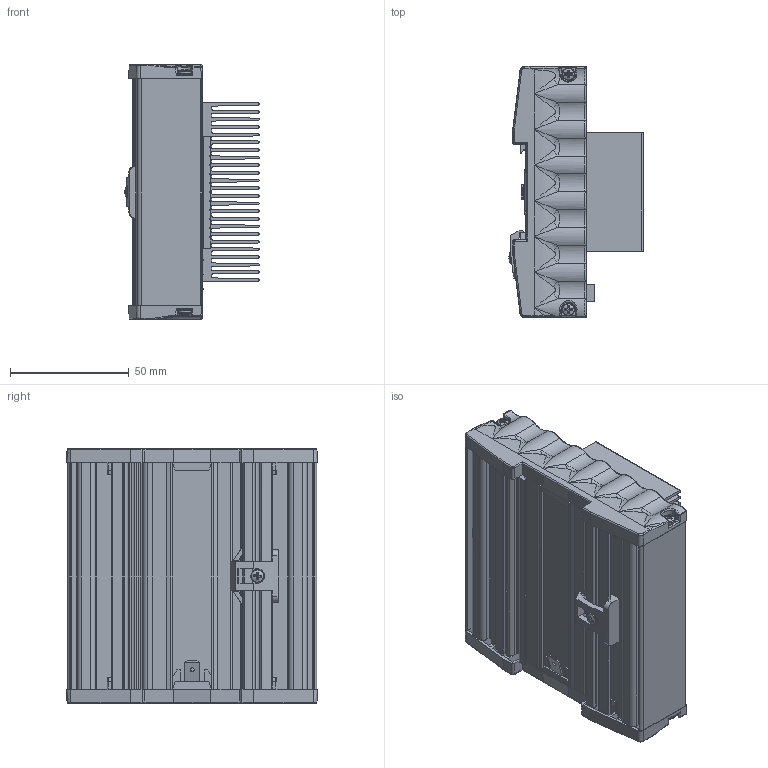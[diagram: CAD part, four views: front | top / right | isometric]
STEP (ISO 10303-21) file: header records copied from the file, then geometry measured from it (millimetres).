
FILE_DESCRIPTION(/* description */ ('DISO X xxx'),/* implementation_level */ '2;1');
FILE_NAME(/* name */ 'BC-100-20A_V1.stp',/* time_stamp */ '2015-07-22T08:36:00+02:00',/* author */ ('lsa'),/* organization */ (''),/* preprocessor_version */ 'ST-DEVELOPER v15.6',/* originating_system */ 'Autodesk Inventor 2015',/* authorisation */ '');
FILE_SCHEMA (('AUTOMOTIVE_DESIGN { 1 0 10303 214 3 1 1 }'));
Products named in the file (1): Bauteil58
Bounding box: 56.4 x 105.4 x 107.04 mm (x, y, z)
Volume: 131246.2 mm3; surface area: 141734.5 mm2
Topology: 5 solids, 5 shells, 3053 faces, 8238 edges, 5153 vertices
Faces by surface type: plane 1924, cylinder 687, bspline 162, cone 146, torus 102, sphere 32
Full cylindrical faces by diameter (mm): 0.457 x1, 1.45 x12, 1.6 x11, 1.7 x3, 2.459 x4, 2.95 x3, 3.2 x4, 3.3 x3, 3.5 x4, 4 x3, 5.3 x4, 5.6 x1, 8 x1
Entity records: 116664 total; most frequent: CARTESIAN_POINT 38517, ORIENTED_EDGE 16134, DIRECTION 15101, EDGE_CURVE 8047, LINE 5431, VECTOR 5431, VERTEX_POINT 5088, AXIS2_PLACEMENT_3D 4835
